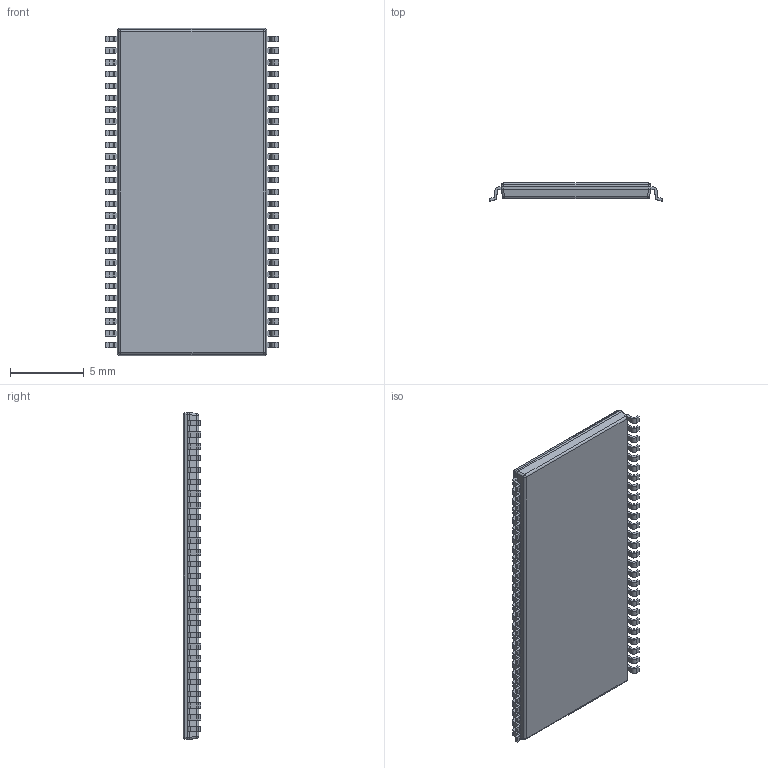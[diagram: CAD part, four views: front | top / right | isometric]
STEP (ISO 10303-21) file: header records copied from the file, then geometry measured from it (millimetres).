
FILE_DESCRIPTION (( 'STEP AP214' ), '1' );
FILE_NAME ('IS42SxTL.STEP', '2023-12-21T08:09:34', ( '' ), ( '' ), 'SwSTEP 2.0', 'SolidWorks 2021', '' );
FILE_SCHEMA (( 'AUTOMOTIVE_DESIGN' ));
Length unit declared in the file: millimetre
Products named in the file (1): IS42SxTL
Bounding box: 11.76 x 1.2 x 22.22 mm (x, y, z)
Volume: 238.6 mm3; surface area: 591.8 mm2
Topology: 56 solids, 56 shells, 805 faces, 2060 edges, 1360 vertices
Faces by surface type: plane 557, cylinder 240, sphere 8
Entity records: 24747 total; most frequent: CARTESIAN_POINT 4290, ORIENTED_EDGE 4104, DIRECTION 4104, EDGE_CURVE 2052, LINE 1564, VECTOR 1564, VERTEX_POINT 1360, AXIS2_PLACEMENT_3D 1270
